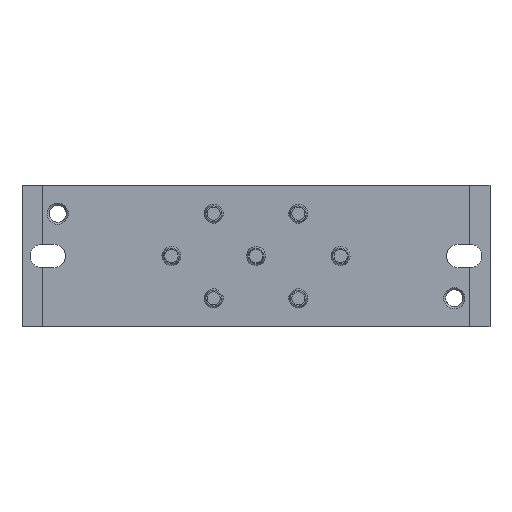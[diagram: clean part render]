
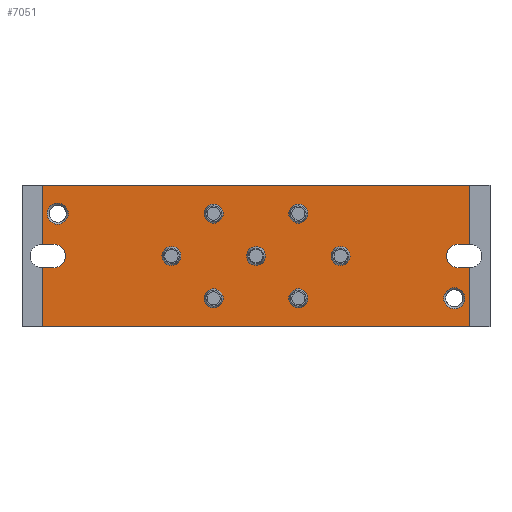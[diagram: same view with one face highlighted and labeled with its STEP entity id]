
A CAD part, front view. The second image highlights one B-rep face of the part: STEP entity #7051.
In plain terms, the highlighted planar face has unit normal (0, -1, 0).
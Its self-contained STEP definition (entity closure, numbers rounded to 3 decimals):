
#170=CIRCLE('',#7391,2.2);
#173=CIRCLE('',#7399,2.2);
#175=CIRCLE('',#7403,1.8);
#176=CIRCLE('',#7404,1.8);
#177=CIRCLE('',#7405,1.8);
#178=CIRCLE('',#7406,1.8);
#179=CIRCLE('',#7407,1.8);
#180=CIRCLE('',#7408,1.8);
#181=CIRCLE('',#7409,1.8);
#182=CIRCLE('',#7410,2.);
#183=CIRCLE('',#7411,2.);
#574=ORIENTED_EDGE('',*,*,#1902,.F.);
#575=ORIENTED_EDGE('',*,*,#1903,.F.);
#576=ORIENTED_EDGE('',*,*,#1904,.F.);
#577=ORIENTED_EDGE('',*,*,#1905,.F.);
#578=ORIENTED_EDGE('',*,*,#1906,.F.);
#579=ORIENTED_EDGE('',*,*,#1907,.F.);
#580=ORIENTED_EDGE('',*,*,#1908,.F.);
#581=ORIENTED_EDGE('',*,*,#1909,.F.);
#582=ORIENTED_EDGE('',*,*,#1910,.F.);
#583=ORIENTED_EDGE('',*,*,#1911,.F.);
#584=ORIENTED_EDGE('',*,*,#1892,.T.);
#585=ORIENTED_EDGE('',*,*,#1634,.T.);
#586=ORIENTED_EDGE('',*,*,#1912,.F.);
#587=ORIENTED_EDGE('',*,*,#1913,.F.);
#588=ORIENTED_EDGE('',*,*,#1898,.F.);
#589=ORIENTED_EDGE('',*,*,#1914,.F.);
#590=ORIENTED_EDGE('',*,*,#1915,.F.);
#591=ORIENTED_EDGE('',*,*,#1916,.F.);
#592=ORIENTED_EDGE('',*,*,#1894,.T.);
#593=ORIENTED_EDGE('',*,*,#1917,.F.);
#594=ORIENTED_EDGE('',*,*,#1880,.F.);
#1634=EDGE_CURVE('',#2315,#2314,#2802,.T.);
#1880=EDGE_CURVE('',#2539,#2538,#170,.F.);
#1892=EDGE_CURVE('',#2548,#2315,#2993,.T.);
#1894=EDGE_CURVE('',#2550,#2549,#2995,.T.);
#1898=EDGE_CURVE('',#2552,#2551,#173,.F.);
#1902=EDGE_CURVE('',#2555,#2555,#175,.T.);
#1903=EDGE_CURVE('',#2556,#2556,#176,.T.);
#1904=EDGE_CURVE('',#2557,#2557,#177,.T.);
#1905=EDGE_CURVE('',#2558,#2558,#178,.T.);
#1906=EDGE_CURVE('',#2559,#2559,#179,.T.);
#1907=EDGE_CURVE('',#2560,#2560,#180,.T.);
#1908=EDGE_CURVE('',#2561,#2561,#181,.T.);
#1909=EDGE_CURVE('',#2562,#2562,#182,.T.);
#1910=EDGE_CURVE('',#2563,#2563,#183,.T.);
#1911=EDGE_CURVE('',#2548,#2539,#3001,.T.);
#1912=EDGE_CURVE('',#2564,#2314,#3002,.T.);
#1913=EDGE_CURVE('',#2551,#2564,#3003,.T.);
#1914=EDGE_CURVE('',#2565,#2552,#3004,.T.);
#1915=EDGE_CURVE('',#2566,#2565,#3005,.T.);
#1916=EDGE_CURVE('',#2550,#2566,#3006,.T.);
#1917=EDGE_CURVE('',#2538,#2549,#3007,.T.);
#2314=VERTEX_POINT('',#9169);
#2315=VERTEX_POINT('',#9171);
#2538=VERTEX_POINT('',#9830);
#2539=VERTEX_POINT('',#9832);
#2548=VERTEX_POINT('',#9856);
#2549=VERTEX_POINT('',#9860);
#2550=VERTEX_POINT('',#9862);
#2551=VERTEX_POINT('',#9866);
#2552=VERTEX_POINT('',#9868);
#2555=VERTEX_POINT('',#9878);
#2556=VERTEX_POINT('',#9880);
#2557=VERTEX_POINT('',#9882);
#2558=VERTEX_POINT('',#9884);
#2559=VERTEX_POINT('',#9886);
#2560=VERTEX_POINT('',#9888);
#2561=VERTEX_POINT('',#9890);
#2562=VERTEX_POINT('',#9892);
#2563=VERTEX_POINT('',#9894);
#2564=VERTEX_POINT('',#9897);
#2565=VERTEX_POINT('',#9900);
#2566=VERTEX_POINT('',#9902);
#2802=LINE('',#9170,#3318);
#2993=LINE('',#9857,#3509);
#2995=LINE('',#9861,#3511);
#3001=LINE('',#9895,#3517);
#3002=LINE('',#9896,#3518);
#3003=LINE('',#9898,#3519);
#3004=LINE('',#9899,#3520);
#3005=LINE('',#9901,#3521);
#3006=LINE('',#9903,#3522);
#3007=LINE('',#9904,#3523);
#3318=VECTOR('',#7767,1000.);
#3509=VECTOR('',#8114,1000.);
#3511=VECTOR('',#8118,1000.);
#3517=VECTOR('',#8152,1000.);
#3518=VECTOR('',#8153,1000.);
#3519=VECTOR('',#8154,1000.);
#3520=VECTOR('',#8155,1000.);
#3521=VECTOR('',#8156,1000.);
#3522=VECTOR('',#8157,1000.);
#3523=VECTOR('',#8158,1000.);
#3894=EDGE_LOOP('',(#574));
#3895=EDGE_LOOP('',(#575));
#3896=EDGE_LOOP('',(#576));
#3897=EDGE_LOOP('',(#577));
#3898=EDGE_LOOP('',(#578));
#3899=EDGE_LOOP('',(#579));
#3900=EDGE_LOOP('',(#580));
#3901=EDGE_LOOP('',(#581));
#3902=EDGE_LOOP('',(#582));
#3903=EDGE_LOOP('',(#583,#584,#585,#586,#587,#588,#589,#590,#591,#592,#593,
#594));
#4322=FACE_BOUND('',#3894,.T.);
#4323=FACE_BOUND('',#3895,.T.);
#4324=FACE_BOUND('',#3896,.T.);
#4325=FACE_BOUND('',#3897,.T.);
#4326=FACE_BOUND('',#3898,.T.);
#4327=FACE_BOUND('',#3899,.T.);
#4328=FACE_BOUND('',#3900,.T.);
#4329=FACE_BOUND('',#3901,.T.);
#4330=FACE_BOUND('',#3902,.T.);
#4331=FACE_BOUND('',#3903,.T.);
#4713=PLANE('',#7402);
#7051=ADVANCED_FACE('',(#4322,#4323,#4324,#4325,#4326,#4327,#4328,#4329,
#4330,#4331),#4713,.F.);
#7391=AXIS2_PLACEMENT_3D('',#9833,#8093,#8094);
#7399=AXIS2_PLACEMENT_3D('',#9869,#8124,#8125);
#7402=AXIS2_PLACEMENT_3D('',#9876,#8132,#8133);
#7403=AXIS2_PLACEMENT_3D('',#9877,#8134,#8135);
#7404=AXIS2_PLACEMENT_3D('',#9879,#8136,#8137);
#7405=AXIS2_PLACEMENT_3D('',#9881,#8138,#8139);
#7406=AXIS2_PLACEMENT_3D('',#9883,#8140,#8141);
#7407=AXIS2_PLACEMENT_3D('',#9885,#8142,#8143);
#7408=AXIS2_PLACEMENT_3D('',#9887,#8144,#8145);
#7409=AXIS2_PLACEMENT_3D('',#9889,#8146,#8147);
#7410=AXIS2_PLACEMENT_3D('',#9891,#8148,#8149);
#7411=AXIS2_PLACEMENT_3D('',#9893,#8150,#8151);
#7767=DIRECTION('',(1.,0.,0.));
#8093=DIRECTION('',(0.,1.,0.));
#8094=DIRECTION('',(0.,0.,1.));
#8114=DIRECTION('',(0.,0.,-1.));
#8118=DIRECTION('',(0.,0.,-1.));
#8124=DIRECTION('',(0.,1.,0.));
#8125=DIRECTION('',(0.,0.,1.));
#8132=DIRECTION('',(0.,1.,0.));
#8133=DIRECTION('',(0.,0.,1.));
#8134=DIRECTION('',(0.,-1.,0.));
#8135=DIRECTION('',(0.,0.,-1.));
#8136=DIRECTION('',(0.,-1.,0.));
#8137=DIRECTION('',(0.,0.,-1.));
#8138=DIRECTION('',(0.,-1.,0.));
#8139=DIRECTION('',(0.,0.,-1.));
#8140=DIRECTION('',(0.,-1.,0.));
#8141=DIRECTION('',(0.,0.,-1.));
#8142=DIRECTION('',(0.,-1.,0.));
#8143=DIRECTION('',(0.,0.,-1.));
#8144=DIRECTION('',(0.,-1.,0.));
#8145=DIRECTION('',(0.,0.,-1.));
#8146=DIRECTION('',(0.,-1.,0.));
#8147=DIRECTION('',(0.,0.,-1.));
#8148=DIRECTION('',(0.,-1.,0.));
#8149=DIRECTION('',(0.,0.,-1.));
#8150=DIRECTION('',(0.,-1.,0.));
#8151=DIRECTION('',(0.,0.,-1.));
#8152=DIRECTION('',(1.,0.,0.));
#8153=DIRECTION('',(0.,0.,-1.));
#8154=DIRECTION('',(1.,0.,0.));
#8155=DIRECTION('',(-1.,0.,0.));
#8156=DIRECTION('',(0.,0.,-1.));
#8157=DIRECTION('',(1.,0.,0.));
#8158=DIRECTION('',(-1.,0.,0.));
#9169=CARTESIAN_POINT('',(40.4,0.,-13.4));
#9170=CARTESIAN_POINT('',(-40.4,0.,-13.4));
#9171=CARTESIAN_POINT('',(-40.4,0.,-13.4));
#9830=CARTESIAN_POINT('',(-38.2,0.,2.2));
#9832=CARTESIAN_POINT('',(-38.2,0.,-2.2));
#9833=CARTESIAN_POINT('',(-38.2,0.,0.));
#9856=CARTESIAN_POINT('',(-40.4,0.,-2.2));
#9857=CARTESIAN_POINT('',(-40.4,0.,13.4));
#9860=CARTESIAN_POINT('',(-40.4,0.,2.2));
#9861=CARTESIAN_POINT('',(-40.4,0.,13.4));
#9862=CARTESIAN_POINT('',(-40.4,0.,13.4));
#9866=CARTESIAN_POINT('',(38.2,0.,-2.2));
#9868=CARTESIAN_POINT('',(38.2,0.,2.2));
#9869=CARTESIAN_POINT('',(38.2,0.,0.));
#9876=CARTESIAN_POINT('',(-40.4,0.,13.4));
#9877=CARTESIAN_POINT('',(-8.,0.,-8.));
#9878=CARTESIAN_POINT('',(-8.,0.,-9.8));
#9879=CARTESIAN_POINT('',(8.,0.,-8.));
#9880=CARTESIAN_POINT('',(8.,0.,-9.8));
#9881=CARTESIAN_POINT('',(-8.,0.,8.));
#9882=CARTESIAN_POINT('',(-8.,0.,6.2));
#9883=CARTESIAN_POINT('',(8.,0.,8.));
#9884=CARTESIAN_POINT('',(8.,0.,6.2));
#9885=CARTESIAN_POINT('',(16.,0.,0.));
#9886=CARTESIAN_POINT('',(16.,0.,-1.8));
#9887=CARTESIAN_POINT('',(-16.,0.,0.));
#9888=CARTESIAN_POINT('',(-16.,0.,-1.8));
#9889=CARTESIAN_POINT('',(0.,0.,0.));
#9890=CARTESIAN_POINT('',(0.,0.,-1.8));
#9891=CARTESIAN_POINT('',(37.5,0.,-8.));
#9892=CARTESIAN_POINT('',(37.5,0.,-10.));
#9893=CARTESIAN_POINT('',(-37.5,0.,8.));
#9894=CARTESIAN_POINT('',(-37.5,0.,6.));
#9895=CARTESIAN_POINT('',(-40.4,0.,-2.2));
#9896=CARTESIAN_POINT('',(40.4,0.,13.4));
#9897=CARTESIAN_POINT('',(40.4,0.,-2.2));
#9898=CARTESIAN_POINT('',(-40.4,0.,-2.2));
#9899=CARTESIAN_POINT('',(-40.4,0.,2.2));
#9900=CARTESIAN_POINT('',(40.4,0.,2.2));
#9901=CARTESIAN_POINT('',(40.4,0.,13.4));
#9902=CARTESIAN_POINT('',(40.4,0.,13.4));
#9903=CARTESIAN_POINT('',(-40.4,0.,13.4));
#9904=CARTESIAN_POINT('',(-40.4,0.,2.2));
